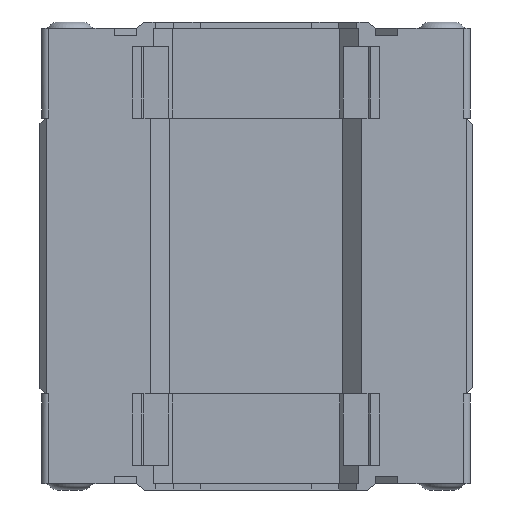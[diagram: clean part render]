
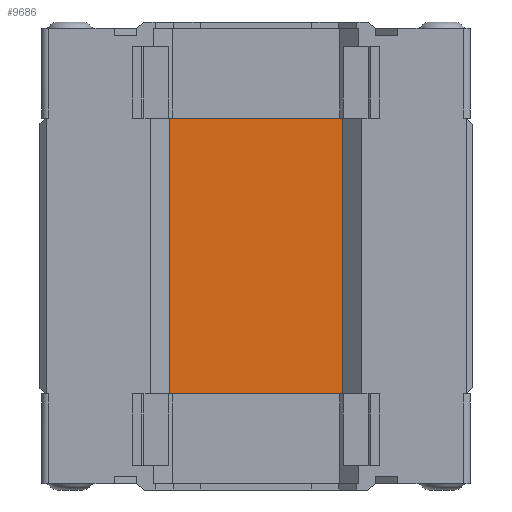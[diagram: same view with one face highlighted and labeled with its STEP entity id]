
A CAD part, front view. The second image highlights one B-rep face of the part: STEP entity #9686.
In plain terms, the highlighted planar face has unit normal (0, -1, 0).
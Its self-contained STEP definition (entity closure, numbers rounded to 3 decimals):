
#1188=FACE_OUTER_BOUND('',#1726,.T.);
#1726=EDGE_LOOP('',(#8793,#8794,#8795,#8796));
#2637=LINE('',#15729,#3677);
#2687=LINE('',#15887,#3727);
#2767=LINE('',#16070,#3807);
#2768=LINE('',#16072,#3808);
#3677=VECTOR('',#12910,10.);
#3727=VECTOR('',#13080,10.);
#3807=VECTOR('',#13264,10.);
#3808=VECTOR('',#13267,10.);
#4612=VERTEX_POINT('',#15726);
#4613=VERTEX_POINT('',#15728);
#4660=VERTEX_POINT('',#15884);
#4661=VERTEX_POINT('',#15886);
#5909=EDGE_CURVE('',#4612,#4613,#2637,.T.);
#5988=EDGE_CURVE('',#4660,#4661,#2687,.T.);
#6079=EDGE_CURVE('',#4612,#4661,#2767,.T.);
#6080=EDGE_CURVE('',#4613,#4660,#2768,.T.);
#8793=ORIENTED_EDGE('',*,*,#6079,.T.);
#8794=ORIENTED_EDGE('',*,*,#5988,.F.);
#8795=ORIENTED_EDGE('',*,*,#6080,.F.);
#8796=ORIENTED_EDGE('',*,*,#5909,.F.);
#9179=PLANE('',#10555);
#9686=ADVANCED_FACE('',(#1188),#9179,.T.);
#10555=AXIS2_PLACEMENT_3D('',#16071,#13265,#13266);
#12910=DIRECTION('',(-1.,0.,0.));
#13080=DIRECTION('',(1.,0.,0.));
#13264=DIRECTION('',(0.,0.,1.));
#13265=DIRECTION('center_axis',(0.,-1.,0.));
#13266=DIRECTION('ref_axis',(1.,0.,0.));
#13267=DIRECTION('',(0.,0.,1.));
#15726=CARTESIAN_POINT('',(14.02,-10.1,-22.25));
#15728=CARTESIAN_POINT('',(-14.02,-10.1,-22.25));
#15729=CARTESIAN_POINT('',(-14.02,-10.1,-22.25));
#15884=CARTESIAN_POINT('',(-14.02,-10.1,22.25));
#15886=CARTESIAN_POINT('',(14.02,-10.1,22.25));
#15887=CARTESIAN_POINT('',(-14.02,-10.1,22.25));
#16070=CARTESIAN_POINT('',(14.02,-10.1,0.));
#16071=CARTESIAN_POINT('Origin',(-14.02,-10.1,0.));
#16072=CARTESIAN_POINT('',(-14.02,-10.1,0.));
